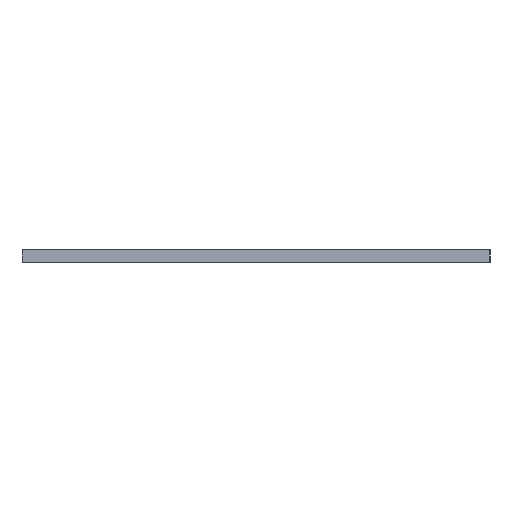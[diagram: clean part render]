
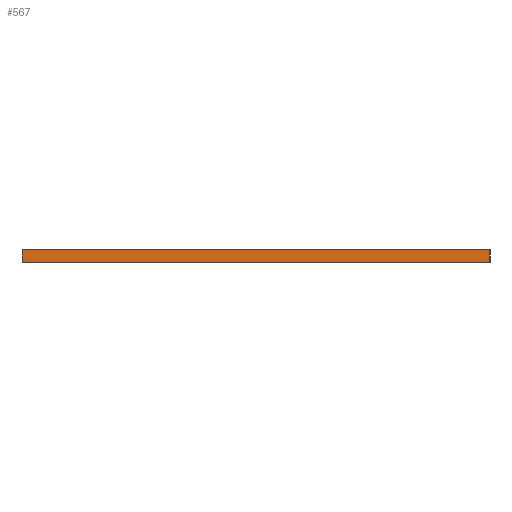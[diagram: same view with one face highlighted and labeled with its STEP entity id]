
A CAD part, left-side view. The second image highlights one B-rep face of the part: STEP entity #567.
In plain terms, the highlighted planar face has unit normal (-1, 0, 0).
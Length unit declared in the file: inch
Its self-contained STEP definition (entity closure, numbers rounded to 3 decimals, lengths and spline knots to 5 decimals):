
#33 = LINE ( 'NONE', #223, #920 ) ;
#41 = ORIENTED_EDGE ( 'NONE', *, *, #87, .F. ) ;
#85 = DIRECTION ( 'NONE',  ( 0., 1., 0. ) ) ;
#87 = EDGE_CURVE ( 'NONE', #178, #241, #606, .T. ) ;
#139 = CARTESIAN_POINT ( 'NONE',  ( -6., -4.8, 0.25 ) ) ;
#178 = VERTEX_POINT ( 'NONE', #139 ) ;
#184 = EDGE_CURVE ( 'NONE', #178, #395, #33, .T. ) ;
#192 = DIRECTION ( 'NONE',  ( 0., 0., 1. ) ) ;
#223 = CARTESIAN_POINT ( 'NONE',  ( -6., -4.8, 0.25 ) ) ;
#241 = VERTEX_POINT ( 'NONE', #442 ) ;
#257 = CARTESIAN_POINT ( 'NONE',  ( -6., 4.8, 0.25 ) ) ;
#303 = CARTESIAN_POINT ( 'NONE',  ( -6., -4.8, 0. ) ) ;
#304 = AXIS2_PLACEMENT_3D ( 'NONE', #844, #915, #192 ) ;
#360 = VECTOR ( 'NONE', #85, 39.37008 ) ;
#395 = VERTEX_POINT ( 'NONE', #888 ) ;
#399 = DIRECTION ( 'NONE',  ( 0., 0., -1. ) ) ;
#400 = EDGE_CURVE ( 'NONE', #241, #451, #695, .T. ) ;
#442 = CARTESIAN_POINT ( 'NONE',  ( -6., -4.8, 0. ) ) ;
#451 = VERTEX_POINT ( 'NONE', #614 ) ;
#479 = VECTOR ( 'NONE', #399, 39.37008 ) ;
#489 = PLANE ( 'NONE',  #304 ) ;
#506 = ORIENTED_EDGE ( 'NONE', *, *, #184, .T. ) ;
#567 = ADVANCED_FACE ( 'NONE', ( #800 ), #489, .T. ) ;
#587 = EDGE_CURVE ( 'NONE', #395, #451, #672, .T. ) ;
#606 = LINE ( 'NONE', #865, #659 ) ;
#614 = CARTESIAN_POINT ( 'NONE',  ( -6., 4.8, 0. ) ) ;
#622 = ORIENTED_EDGE ( 'NONE', *, *, #587, .T. ) ;
#623 = EDGE_LOOP ( 'NONE', ( #830, #41, #506, #622 ) ) ;
#659 = VECTOR ( 'NONE', #863, 39.37008 ) ;
#672 = LINE ( 'NONE', #257, #479 ) ;
#695 = LINE ( 'NONE', #303, #360 ) ;
#732 = DIRECTION ( 'NONE',  ( 0., 1., 0. ) ) ;
#800 = FACE_OUTER_BOUND ( 'NONE', #623, .T. ) ;
#830 = ORIENTED_EDGE ( 'NONE', *, *, #400, .F. ) ;
#844 = CARTESIAN_POINT ( 'NONE',  ( -6., -4.8, 0.25 ) ) ;
#863 = DIRECTION ( 'NONE',  ( 0., 0., -1. ) ) ;
#865 = CARTESIAN_POINT ( 'NONE',  ( -6., -4.8, 0.25 ) ) ;
#888 = CARTESIAN_POINT ( 'NONE',  ( -6., 4.8, 0.25 ) ) ;
#915 = DIRECTION ( 'NONE',  ( -1., 0., 0. ) ) ;
#920 = VECTOR ( 'NONE', #732, 39.37008 ) ;
